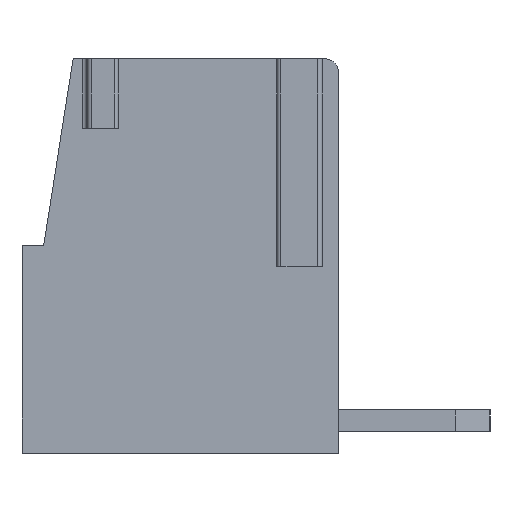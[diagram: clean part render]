
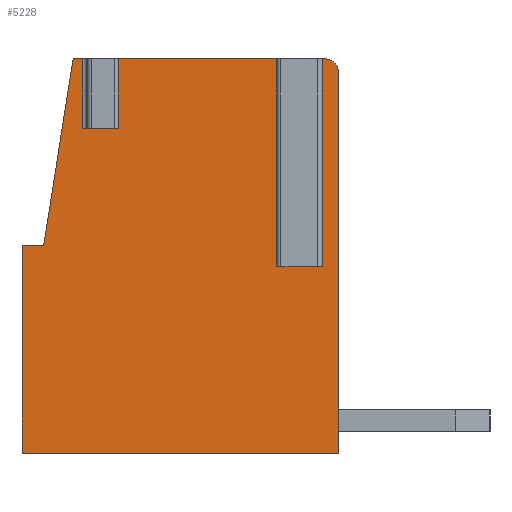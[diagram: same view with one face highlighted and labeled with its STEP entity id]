
A CAD part, left-side view. The second image highlights one B-rep face of the part: STEP entity #5228.
In plain terms, the highlighted planar face has unit normal (-1, 0, 0).
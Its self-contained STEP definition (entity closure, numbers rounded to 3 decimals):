
#64=CIRCLE('',#5446,0.3);
#126=ORIENTED_EDGE('',*,*,#1262,.T.);
#127=ORIENTED_EDGE('',*,*,#1263,.F.);
#128=ORIENTED_EDGE('',*,*,#1264,.T.);
#129=ORIENTED_EDGE('',*,*,#1265,.T.);
#130=ORIENTED_EDGE('',*,*,#1266,.F.);
#131=ORIENTED_EDGE('',*,*,#1267,.F.);
#132=ORIENTED_EDGE('',*,*,#1268,.T.);
#133=ORIENTED_EDGE('',*,*,#1269,.T.);
#134=ORIENTED_EDGE('',*,*,#1270,.F.);
#135=ORIENTED_EDGE('',*,*,#1271,.F.);
#136=ORIENTED_EDGE('',*,*,#1272,.T.);
#137=ORIENTED_EDGE('',*,*,#1273,.T.);
#138=ORIENTED_EDGE('',*,*,#1274,.T.);
#139=ORIENTED_EDGE('',*,*,#1275,.T.);
#140=ORIENTED_EDGE('',*,*,#1276,.T.);
#1262=EDGE_CURVE('',#1830,#1831,#2206,.T.);
#1263=EDGE_CURVE('',#1832,#1831,#64,.T.);
#1264=EDGE_CURVE('',#1832,#1833,#2207,.T.);
#1265=EDGE_CURVE('',#1833,#1834,#2208,.T.);
#1266=EDGE_CURVE('',#1835,#1834,#2209,.T.);
#1267=EDGE_CURVE('',#1836,#1835,#2210,.T.);
#1268=EDGE_CURVE('',#1836,#1837,#2211,.T.);
#1269=EDGE_CURVE('',#1837,#1838,#2212,.T.);
#1270=EDGE_CURVE('',#1839,#1838,#2213,.T.);
#1271=EDGE_CURVE('',#1840,#1839,#2214,.T.);
#1272=EDGE_CURVE('',#1840,#1841,#2215,.T.);
#1273=EDGE_CURVE('',#1841,#1842,#2216,.T.);
#1274=EDGE_CURVE('',#1842,#1843,#2217,.T.);
#1275=EDGE_CURVE('',#1843,#1844,#2218,.T.);
#1276=EDGE_CURVE('',#1844,#1830,#2219,.T.);
#1830=VERTEX_POINT('',#6757);
#1831=VERTEX_POINT('',#6758);
#1832=VERTEX_POINT('',#6760);
#1833=VERTEX_POINT('',#6762);
#1834=VERTEX_POINT('',#6764);
#1835=VERTEX_POINT('',#6766);
#1836=VERTEX_POINT('',#6768);
#1837=VERTEX_POINT('',#6770);
#1838=VERTEX_POINT('',#6772);
#1839=VERTEX_POINT('',#6774);
#1840=VERTEX_POINT('',#6776);
#1841=VERTEX_POINT('',#6778);
#1842=VERTEX_POINT('',#6780);
#1843=VERTEX_POINT('',#6782);
#1844=VERTEX_POINT('',#6784);
#2206=LINE('',#6756,#2712);
#2207=LINE('',#6761,#2713);
#2208=LINE('',#6763,#2714);
#2209=LINE('',#6765,#2715);
#2210=LINE('',#6767,#2716);
#2211=LINE('',#6769,#2717);
#2212=LINE('',#6771,#2718);
#2213=LINE('',#6773,#2719);
#2214=LINE('',#6775,#2720);
#2215=LINE('',#6777,#2721);
#2216=LINE('',#6779,#2722);
#2217=LINE('',#6781,#2723);
#2218=LINE('',#6783,#2724);
#2219=LINE('',#6785,#2725);
#2712=VECTOR('',#5716,1000.);
#2713=VECTOR('',#5719,1000.);
#2714=VECTOR('',#5720,1000.);
#2715=VECTOR('',#5721,1000.);
#2716=VECTOR('',#5722,1000.);
#2717=VECTOR('',#5723,1000.);
#2718=VECTOR('',#5724,1000.);
#2719=VECTOR('',#5725,1000.);
#2720=VECTOR('',#5726,1000.);
#2721=VECTOR('',#5727,1000.);
#2722=VECTOR('',#5728,1000.);
#2723=VECTOR('',#5729,1000.);
#2724=VECTOR('',#5730,1000.);
#2725=VECTOR('',#5731,1000.);
#3218=EDGE_LOOP('',(#126,#127,#128,#129,#130,#131,#132,#133,#134,#135,#136,
#137,#138,#139,#140));
#3428=FACE_BOUND('',#3218,.T.);
#3638=PLANE('',#5445);
#5228=ADVANCED_FACE('',(#3428),#3638,.F.);
#5445=AXIS2_PLACEMENT_3D('',#6755,#5714,#5715);
#5446=AXIS2_PLACEMENT_3D('',#6759,#5717,#5718);
#5714=DIRECTION('',(1.,0.,0.));
#5715=DIRECTION('',(0.,0.,1.));
#5716=DIRECTION('',(0.,0.,1.));
#5717=DIRECTION('',(1.,0.,0.));
#5718=DIRECTION('',(0.,-1.,0.));
#5719=DIRECTION('',(0.,1.,0.));
#5720=DIRECTION('',(0.,0.,-1.));
#5721=DIRECTION('',(0.,-1.,0.));
#5722=DIRECTION('',(0.,0.,-1.));
#5723=DIRECTION('',(0.,1.,0.));
#5724=DIRECTION('',(0.,0.,-1.));
#5725=DIRECTION('',(0.,-1.,0.));
#5726=DIRECTION('',(0.,0.,-1.));
#5727=DIRECTION('',(0.,1.,0.));
#5728=DIRECTION('',(0.,0.156,-0.988));
#5729=DIRECTION('',(0.,1.,0.));
#5730=DIRECTION('',(0.,0.,-1.));
#5731=DIRECTION('',(0.,-1.,0.));
#6755=CARTESIAN_POINT('',(-1.75,-11.88,0.));
#6756=CARTESIAN_POINT('',(-1.75,-7.3,0.));
#6757=CARTESIAN_POINT('',(-1.75,-7.3,0.));
#6758=CARTESIAN_POINT('',(-1.75,-7.3,8.8));
#6759=CARTESIAN_POINT('',(-1.75,-7.,8.8));
#6760=CARTESIAN_POINT('',(-1.75,-7.,9.1));
#6761=CARTESIAN_POINT('',(-1.75,-3.5,9.1));
#6762=CARTESIAN_POINT('',(-1.75,-6.827,9.1));
#6763=CARTESIAN_POINT('',(-1.75,-6.827,9.1));
#6764=CARTESIAN_POINT('',(-1.75,-6.827,4.3));
#6765=CARTESIAN_POINT('',(-1.75,-3.5,4.3));
#6766=CARTESIAN_POINT('',(-1.75,-5.973,4.3));
#6767=CARTESIAN_POINT('',(-1.75,-5.973,9.1));
#6768=CARTESIAN_POINT('',(-1.75,-5.973,9.1));
#6769=CARTESIAN_POINT('',(-1.75,-3.5,9.1));
#6770=CARTESIAN_POINT('',(-1.75,-2.127,9.1));
#6771=CARTESIAN_POINT('',(-1.75,-2.127,9.1));
#6772=CARTESIAN_POINT('',(-1.75,-2.127,7.5));
#6773=CARTESIAN_POINT('',(-1.75,-3.5,7.5));
#6774=CARTESIAN_POINT('',(-1.75,-1.4,7.5));
#6775=CARTESIAN_POINT('',(-1.75,-1.4,9.1));
#6776=CARTESIAN_POINT('',(-1.75,-1.4,9.1));
#6777=CARTESIAN_POINT('',(-1.75,-3.5,9.1));
#6778=CARTESIAN_POINT('',(-1.75,-1.181,9.1));
#6779=CARTESIAN_POINT('',(-1.75,0.26,0.));
#6780=CARTESIAN_POINT('',(-1.75,-0.5,4.8));
#6781=CARTESIAN_POINT('',(-1.75,-3.5,4.8));
#6782=CARTESIAN_POINT('',(-1.75,0.,4.8));
#6783=CARTESIAN_POINT('',(-1.75,0.,0.));
#6784=CARTESIAN_POINT('',(-1.75,0.,0.));
#6785=CARTESIAN_POINT('',(-1.75,-3.5,0.));
